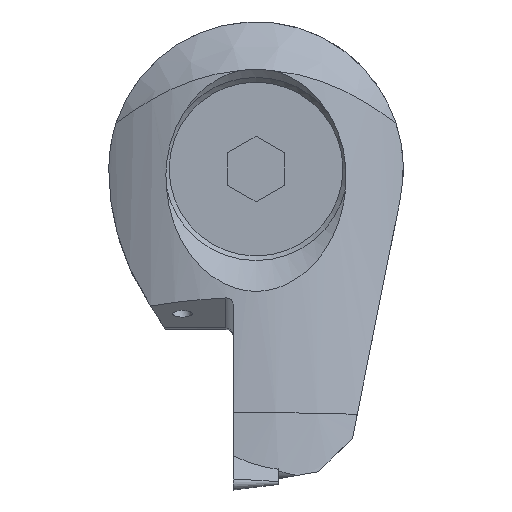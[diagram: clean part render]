
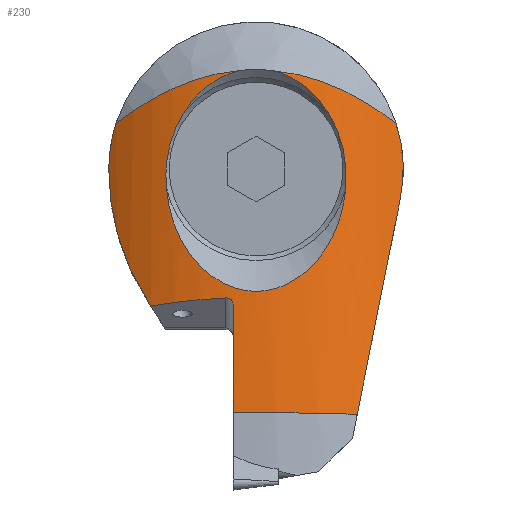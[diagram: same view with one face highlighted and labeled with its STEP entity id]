
A CAD part, left-side view. The second image highlights one B-rep face of the part: STEP entity #230.
In plain terms, the highlighted cylindrical face has radius 12.85 mm (diameter 25.7 mm), a partial arc.
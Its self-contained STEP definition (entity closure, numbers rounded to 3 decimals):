
#230=ADVANCED_FACE('',(#299),#271,.T.);
#271=CYLINDRICAL_SURFACE('',#1167,12.85);
#299=FACE_OUTER_BOUND('',#346,.T.);
#346=EDGE_LOOP('',(#684,#685,#686,#687,#688,#689,#690,#691,#692,#693,#694,
#695,#696,#697,#698));
#395=B_SPLINE_CURVE_WITH_KNOTS('',3,(#1603,#1604,#1605,#1606),
 .UNSPECIFIED.,.F.,.F.,(4,4),(0.,1.),.UNSPECIFIED.);
#396=B_SPLINE_CURVE_WITH_KNOTS('',3,(#1611,#1612,#1613,#1614),
 .UNSPECIFIED.,.F.,.F.,(4,4),(0.,1.),.UNSPECIFIED.);
#398=B_SPLINE_CURVE_WITH_KNOTS('',3,(#1626,#1627,#1628,#1629,#1630,#1631),
 .UNSPECIFIED.,.F.,.F.,(4,2,4),(0.,0.5,1.),.UNSPECIFIED.);
#399=B_SPLINE_CURVE_WITH_KNOTS('',3,(#1632,#1633,#1634,#1635,#1636,#1637),
 .UNSPECIFIED.,.F.,.F.,(4,2,4),(0.,0.5,1.),.UNSPECIFIED.);
#401=B_SPLINE_CURVE_WITH_KNOTS('',3,(#1658,#1659,#1660,#1661),
 .UNSPECIFIED.,.F.,.F.,(4,4),(0.,1.),.UNSPECIFIED.);
#403=B_SPLINE_CURVE_WITH_KNOTS('',3,(#1696,#1697,#1698,#1699),
 .UNSPECIFIED.,.F.,.F.,(4,4),(0.,1.),.UNSPECIFIED.);
#404=B_SPLINE_CURVE_WITH_KNOTS('',3,(#1701,#1702,#1703,#1704),
 .UNSPECIFIED.,.F.,.F.,(4,4),(0.,1.),.UNSPECIFIED.);
#405=B_SPLINE_CURVE_WITH_KNOTS('',3,(#1706,#1707,#1708,#1709,#1710,#1711,
#1712,#1713,#1714,#1715),.UNSPECIFIED.,.F.,.F.,(4,2,2,2,4),(0.,0.25,0.5,
0.75,1.),.UNSPECIFIED.);
#406=B_SPLINE_CURVE_WITH_KNOTS('',3,(#1723,#1724,#1725,#1726,#1727,#1728),
 .UNSPECIFIED.,.F.,.F.,(4,2,4),(0.,0.5,1.),.UNSPECIFIED.);
#407=B_SPLINE_CURVE_WITH_KNOTS('',3,(#1729,#1730,#1731,#1732,#1733,#1734),
 .UNSPECIFIED.,.F.,.F.,(4,2,4),(0.,0.5,1.),.UNSPECIFIED.);
#408=B_SPLINE_CURVE_WITH_KNOTS('',3,(#1740,#1741,#1742,#1743,#1744,#1745,
#1746,#1747,#1748,#1749,#1750,#1751,#1752,#1753,#1754,#1755),
 .UNSPECIFIED.,.F.,.F.,(4,3,3,3,3,4),(0.,0.222,0.445,
0.66,0.865,1.),.UNSPECIFIED.);
#426=LINE('',#1586,#498);
#498=VECTOR('',#1277,1.);
#684=ORIENTED_EDGE('',*,*,#934,.F.);
#685=ORIENTED_EDGE('',*,*,#913,.T.);
#686=ORIENTED_EDGE('',*,*,#964,.F.);
#687=ORIENTED_EDGE('',*,*,#970,.F.);
#688=ORIENTED_EDGE('',*,*,#978,.F.);
#689=ORIENTED_EDGE('',*,*,#950,.F.);
#690=ORIENTED_EDGE('',*,*,#945,.F.);
#691=ORIENTED_EDGE('',*,*,#973,.F.);
#692=ORIENTED_EDGE('',*,*,#943,.F.);
#693=ORIENTED_EDGE('',*,*,#949,.F.);
#694=ORIENTED_EDGE('',*,*,#977,.F.);
#695=ORIENTED_EDGE('',*,*,#972,.F.);
#696=ORIENTED_EDGE('',*,*,#957,.F.);
#697=ORIENTED_EDGE('',*,*,#984,.T.);
#698=ORIENTED_EDGE('',*,*,#981,.F.);
#821=VERTEX_POINT('',#1541);
#822=VERTEX_POINT('',#1543);
#836=VERTEX_POINT('',#1587);
#843=VERTEX_POINT('',#1607);
#844=VERTEX_POINT('',#1608);
#845=VERTEX_POINT('',#1610);
#846=VERTEX_POINT('',#1615);
#848=VERTEX_POINT('',#1624);
#849=VERTEX_POINT('',#1625);
#855=VERTEX_POINT('',#1657);
#856=VERTEX_POINT('',#1662);
#860=VERTEX_POINT('',#1674);
#864=VERTEX_POINT('',#1694);
#865=VERTEX_POINT('',#1695);
#868=VERTEX_POINT('',#1738);
#913=EDGE_CURVE('',#822,#821,#1042,.T.);
#934=EDGE_CURVE('',#822,#836,#426,.T.);
#943=EDGE_CURVE('',#843,#844,#395,.T.);
#945=EDGE_CURVE('',#845,#846,#396,.T.);
#949=EDGE_CURVE('',#849,#843,#398,.T.);
#950=EDGE_CURVE('',#846,#848,#399,.T.);
#957=EDGE_CURVE('',#855,#856,#401,.T.);
#964=EDGE_CURVE('',#860,#821,#1047,.T.);
#970=EDGE_CURVE('',#865,#860,#403,.T.);
#972=EDGE_CURVE('',#856,#864,#404,.T.);
#973=EDGE_CURVE('',#844,#845,#405,.T.);
#977=EDGE_CURVE('',#864,#849,#406,.T.);
#978=EDGE_CURVE('',#848,#865,#407,.T.);
#981=EDGE_CURVE('',#836,#868,#408,.T.);
#984=EDGE_CURVE('',#855,#868,#1050,.T.);
#1042=ELLIPSE('',#1122,12.85,12.85);
#1047=ELLIPSE('',#1148,65.805,12.85);
#1050=ELLIPSE('',#1160,13.357,12.85);
#1122=AXIS2_PLACEMENT_3D('',#1542,#1241,#1242);
#1148=AXIS2_PLACEMENT_3D('',#1676,#1322,#1323);
#1160=AXIS2_PLACEMENT_3D('',#1760,#1354,#1355);
#1167=AXIS2_PLACEMENT_3D('',#1771,#1371,#1372);
#1241=DIRECTION('',(0.074,0.,0.997));
#1242=DIRECTION('',(-0.997,0.,0.074));
#1277=DIRECTION('',(0.083,0.,0.997));
#1322=DIRECTION('',(0.,-0.981,-0.196));
#1323=DIRECTION('',(0.084,-0.195,0.977));
#1354=DIRECTION('',(0.352,0.,0.936));
#1355=DIRECTION('',(-0.936,0.,0.352));
#1371=DIRECTION('',(0.083,0.,0.997));
#1372=DIRECTION('',(0.997,0.,-0.083));
#1541=CARTESIAN_POINT('',(-5.539,-5.359,-12.99));
#1542=CARTESIAN_POINT('',(6.109,0.,-13.856));
#1543=CARTESIAN_POINT('',(-6.651,1.2,-12.907));
#1586=CARTESIAN_POINT('',(-7.829,1.2,-27.084));
#1587=CARTESIAN_POINT('',(-6.179,1.2,-7.227));
#1603=CARTESIAN_POINT('',(-4.804,3.814,2.997));
#1604=CARTESIAN_POINT('',(-4.667,4.57,1.817));
#1605=CARTESIAN_POINT('',(-4.639,4.873,0.399));
#1606=CARTESIAN_POINT('',(-4.804,4.748,-0.992));
#1607=CARTESIAN_POINT('',(-4.804,3.814,2.997));
#1608=CARTESIAN_POINT('',(-4.804,4.748,-0.992));
#1610=CARTESIAN_POINT('',(-4.804,-4.748,-0.992));
#1611=CARTESIAN_POINT('',(-4.804,-4.748,-0.992));
#1612=CARTESIAN_POINT('',(-4.639,-4.873,0.397));
#1613=CARTESIAN_POINT('',(-4.667,-4.568,1.819));
#1614=CARTESIAN_POINT('',(-4.804,-3.814,2.997));
#1615=CARTESIAN_POINT('',(-4.804,-3.814,2.997));
#1624=CARTESIAN_POINT('',(-5.171,-0.876,5.214));
#1625=CARTESIAN_POINT('',(-5.171,0.876,5.214));
#1626=CARTESIAN_POINT('',(-5.171,0.876,5.214));
#1627=CARTESIAN_POINT('',(-5.14,1.493,5.073));
#1628=CARTESIAN_POINT('',(-5.078,2.07,4.785));
#1629=CARTESIAN_POINT('',(-4.94,3.062,4.015));
#1630=CARTESIAN_POINT('',(-4.864,3.481,3.534));
#1631=CARTESIAN_POINT('',(-4.804,3.814,2.997));
#1632=CARTESIAN_POINT('',(-4.804,-3.814,2.997));
#1633=CARTESIAN_POINT('',(-4.863,-3.481,3.534));
#1634=CARTESIAN_POINT('',(-4.94,-3.061,4.016));
#1635=CARTESIAN_POINT('',(-5.078,-2.07,4.785));
#1636=CARTESIAN_POINT('',(-5.14,-1.496,5.072));
#1637=CARTESIAN_POINT('',(-5.171,-0.876,5.214));
#1657=CARTESIAN_POINT('',(-4.956,5.584,-7.259));
#1658=CARTESIAN_POINT('',(-4.956,5.584,-7.259));
#1659=CARTESIAN_POINT('',(-4.097,6.998,-5.159));
#1660=CARTESIAN_POINT('',(-3.21,7.8,-2.676));
#1661=CARTESIAN_POINT('',(-2.987,7.8,0.));
#1662=CARTESIAN_POINT('',(-2.987,7.8,0.));
#1674=CARTESIAN_POINT('',(-3.228,-7.649,-1.528));
#1676=CARTESIAN_POINT('',(3.952,0.,-39.807));
#1694=CARTESIAN_POINT('',(-3.073,7.408,2.44));
#1695=CARTESIAN_POINT('',(-3.073,-7.408,2.44));
#1696=CARTESIAN_POINT('',(-3.073,-7.408,2.44));
#1697=CARTESIAN_POINT('',(-2.882,-7.826,1.172));
#1698=CARTESIAN_POINT('',(-2.927,-7.909,-0.228));
#1699=CARTESIAN_POINT('',(-3.228,-7.649,-1.528));
#1701=CARTESIAN_POINT('',(-2.987,7.8,0.));
#1702=CARTESIAN_POINT('',(-2.918,7.8,0.836));
#1703=CARTESIAN_POINT('',(-2.955,7.667,1.655));
#1704=CARTESIAN_POINT('',(-3.073,7.408,2.44));
#1706=CARTESIAN_POINT('',(-4.804,4.748,-0.992));
#1707=CARTESIAN_POINT('',(-4.955,4.65,-2.333));
#1708=CARTESIAN_POINT('',(-5.257,4.194,-3.61));
#1709=CARTESIAN_POINT('',(-5.868,2.594,-5.682));
#1710=CARTESIAN_POINT('',(-6.172,1.347,-6.479));
#1711=CARTESIAN_POINT('',(-6.174,-1.335,-6.483));
#1712=CARTESIAN_POINT('',(-5.87,-2.589,-5.685));
#1713=CARTESIAN_POINT('',(-5.26,-4.187,-3.622));
#1714=CARTESIAN_POINT('',(-4.953,-4.651,-2.319));
#1715=CARTESIAN_POINT('',(-4.804,-4.748,-0.992));
#1723=CARTESIAN_POINT('',(-3.073,7.408,2.44));
#1724=CARTESIAN_POINT('',(-3.661,6.502,3.085));
#1725=CARTESIAN_POINT('',(-4.12,5.544,3.744));
#1726=CARTESIAN_POINT('',(-4.848,3.352,4.751));
#1727=CARTESIAN_POINT('',(-5.094,2.139,5.103));
#1728=CARTESIAN_POINT('',(-5.171,0.876,5.214));
#1729=CARTESIAN_POINT('',(-5.171,-0.876,5.214));
#1730=CARTESIAN_POINT('',(-5.095,-2.122,5.105));
#1731=CARTESIAN_POINT('',(-4.853,-3.335,4.758));
#1732=CARTESIAN_POINT('',(-4.122,-5.542,3.746));
#1733=CARTESIAN_POINT('',(-3.661,-6.502,3.085));
#1734=CARTESIAN_POINT('',(-3.073,-7.408,2.44));
#1738=CARTESIAN_POINT('',(-6.101,1.6,-6.829));
#1740=CARTESIAN_POINT('',(-6.179,1.2,-7.227));
#1741=CARTESIAN_POINT('',(-6.175,1.2,-7.181));
#1742=CARTESIAN_POINT('',(-6.17,1.208,-7.133));
#1743=CARTESIAN_POINT('',(-6.165,1.223,-7.089));
#1744=CARTESIAN_POINT('',(-6.16,1.238,-7.045));
#1745=CARTESIAN_POINT('',(-6.154,1.262,-7.003));
#1746=CARTESIAN_POINT('',(-6.148,1.291,-6.967));
#1747=CARTESIAN_POINT('',(-6.142,1.32,-6.932));
#1748=CARTESIAN_POINT('',(-6.136,1.355,-6.902));
#1749=CARTESIAN_POINT('',(-6.13,1.394,-6.88));
#1750=CARTESIAN_POINT('',(-6.124,1.431,-6.858));
#1751=CARTESIAN_POINT('',(-6.118,1.472,-6.843));
#1752=CARTESIAN_POINT('',(-6.112,1.515,-6.835));
#1753=CARTESIAN_POINT('',(-6.109,1.543,-6.83));
#1754=CARTESIAN_POINT('',(-6.105,1.571,-6.828));
#1755=CARTESIAN_POINT('',(-6.101,1.6,-6.829));
#1760=CARTESIAN_POINT('',(6.305,0.,-11.489));
#1771=CARTESIAN_POINT('',(4.921,0.,-28.144));
